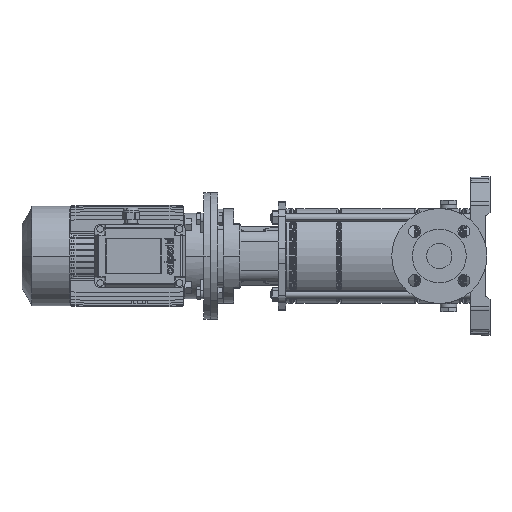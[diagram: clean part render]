
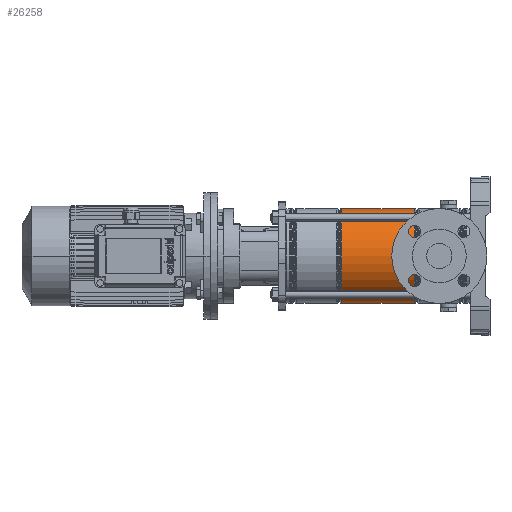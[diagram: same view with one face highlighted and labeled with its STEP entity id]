
A CAD part, left-side view. The second image highlights one B-rep face of the part: STEP entity #26258.
In plain terms, the highlighted cylindrical face has radius 74.9 mm (diameter 149.8 mm), a partial arc.
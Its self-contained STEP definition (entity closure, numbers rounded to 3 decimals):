
#3125 = DIRECTION ( 'NONE',  ( 0., 0., -1. ) ) ;
#3334 = DIRECTION ( 'NONE',  ( 0., 0., -1. ) ) ;
#3841 = EDGE_CURVE ( 'NONE', #48864, #24643, #64810, .T. ) ;
#13577 = AXIS2_PLACEMENT_3D ( 'NONE', #38269, #3125, #23930 ) ;
#13754 = EDGE_CURVE ( 'NONE', #43401, #24643, #30349, .T. ) ;
#15628 = DIRECTION ( 'NONE',  ( 0., 0., -1. ) ) ;
#16993 = EDGE_LOOP ( 'NONE', ( #22850, #40184, #67236, #28248 ) ) ;
#20414 = CARTESIAN_POINT ( 'NONE',  ( -74.9, 0., 0. ) ) ;
#22850 = ORIENTED_EDGE ( 'NONE', *, *, #35831, .T. ) ;
#23328 = CIRCLE ( 'NONE', #61424, 74.9 ) ;
#23930 = DIRECTION ( 'NONE',  ( -1., 0., 0. ) ) ;
#24643 = VERTEX_POINT ( 'NONE', #24727 ) ;
#24727 = CARTESIAN_POINT ( 'NONE',  ( -74.9, 0., 87.279 ) ) ;
#26258 = ADVANCED_FACE ( 'NONE', ( #43393 ), #49856, .T. ) ;
#28248 = ORIENTED_EDGE ( 'NONE', *, *, #13754, .F. ) ;
#30349 = LINE ( 'NONE', #20414, #54056 ) ;
#33720 = DIRECTION ( 'NONE',  ( 1., 0., 0. ) ) ;
#35449 = AXIS2_PLACEMENT_3D ( 'NONE', #66657, #66327, #40773 ) ;
#35831 = EDGE_CURVE ( 'NONE', #43401, #56937, #23328, .T. ) ;
#38269 = CARTESIAN_POINT ( 'NONE',  ( 0., 0., 0. ) ) ;
#38496 = CARTESIAN_POINT ( 'NONE',  ( 0., 0., 201.221 ) ) ;
#40184 = ORIENTED_EDGE ( 'NONE', *, *, #47134, .T. ) ;
#40773 = DIRECTION ( 'NONE',  ( 1., 0., 0. ) ) ;
#42113 = CARTESIAN_POINT ( 'NONE',  ( 74.9, 0., 201.221 ) ) ;
#43393 = FACE_OUTER_BOUND ( 'NONE', #16993, .T. ) ;
#43401 = VERTEX_POINT ( 'NONE', #52360 ) ;
#47089 = CARTESIAN_POINT ( 'NONE',  ( 74.9, 0., 87.279 ) ) ;
#47134 = EDGE_CURVE ( 'NONE', #56937, #48864, #55530, .T. ) ;
#48864 = VERTEX_POINT ( 'NONE', #47089 ) ;
#49856 = CYLINDRICAL_SURFACE ( 'NONE', #13577, 74.9 ) ;
#50776 = VECTOR ( 'NONE', #64706, 1000. ) ;
#52360 = CARTESIAN_POINT ( 'NONE',  ( -74.9, 0., 201.221 ) ) ;
#54056 = VECTOR ( 'NONE', #15628, 1000. ) ;
#54869 = CARTESIAN_POINT ( 'NONE',  ( 74.9, 0., 0. ) ) ;
#55530 = LINE ( 'NONE', #54869, #50776 ) ;
#56937 = VERTEX_POINT ( 'NONE', #42113 ) ;
#61424 = AXIS2_PLACEMENT_3D ( 'NONE', #38496, #3334, #33720 ) ;
#64706 = DIRECTION ( 'NONE',  ( 0., 0., -1. ) ) ;
#64810 = CIRCLE ( 'NONE', #35449, 74.9 ) ;
#66327 = DIRECTION ( 'NONE',  ( 0., 0., 1. ) ) ;
#66657 = CARTESIAN_POINT ( 'NONE',  ( 0., 0., 87.279 ) ) ;
#67236 = ORIENTED_EDGE ( 'NONE', *, *, #3841, .T. ) ;
